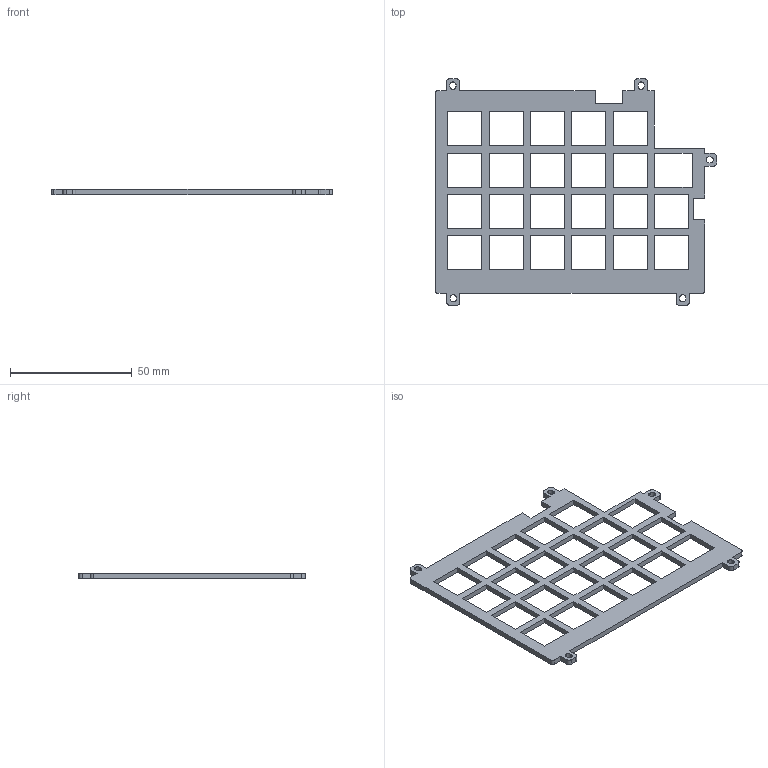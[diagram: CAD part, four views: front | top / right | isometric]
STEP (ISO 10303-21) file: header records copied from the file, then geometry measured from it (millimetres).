
FILE_DESCRIPTION(/* description */ (''),/* implementation_level */ '2;1');
FILE_NAME(/* name */ 'LEFT_PLATE.step',/* time_stamp */ '2025-07-10T07:16:28+09:00',/* author */ (''),/* organization */ (''),/* preprocessor_version */ 'ST-DEVELOPER v20.1',/* originating_system */ 'Autodesk Translation Framework v14.10.0.0',/* authorisation */ '');
FILE_SCHEMA (('AUTOMOTIVE_DESIGN { 1 0 10303 214 3 1 1 }'));
Length unit declared in the file: millimetre
Products named in the file (1): 2025-07-10-07-16-28-014
Bounding box: 115.7 x 93.2 x 2.2 mm (x, y, z)
Volume: 9274.5 mm3; surface area: 12359.7 mm2
Topology: 1 solids, 1 shells, 181 faces, 537 edges, 358 vertices
Faces by surface type: plane 148, cylinder 33
Entity records: 6142 total; most frequent: CARTESIAN_POINT 1077, ORIENTED_EDGE 1074, DIRECTION 967, EDGE_CURVE 537, LINE 471, VECTOR 471, VERTEX_POINT 358, AXIS2_PLACEMENT_3D 248
